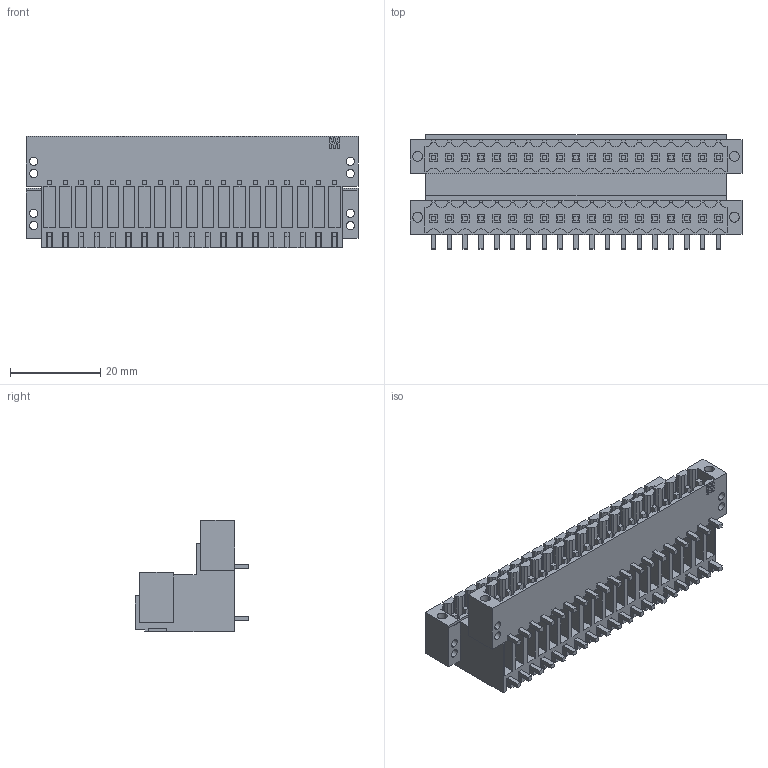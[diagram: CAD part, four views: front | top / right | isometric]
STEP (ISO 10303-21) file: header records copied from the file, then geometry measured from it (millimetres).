
FILE_DESCRIPTION(('CATIA V5 STEP','CAx-IF Rec.Pracs.--- Model Styling and Organization---1.2---2011-12-15'),'2;1');
FILE_NAME ('D1458735_0_1890860000_1890860000.stp','2016-10-04T06:47:59+00:00',('none'),('Weidmueller'),'CATIA Version 5-6 Release 2014','CATIA V5 STEP AP214','none');
FILE_SCHEMA(('AUTOMOTIVE_DESIGN { 1 0 10303 214 1 1 1 1 }'));
Products named in the file (1): 1890860000_S
Bounding box: 73.4 x 25.2 x 24.55 mm (x, y, z)
Volume: 16346.7 mm3; surface area: 19878.6 mm2
Topology: 39 solids, 39 shells, 1967 faces, 5761 edges, 3926 vertices
Faces by surface type: plane 1664, cylinder 283, extrusion 20
Entity records: 62366 total; most frequent: CARTESIAN_POINT 13120, ORIENTED_EDGE 11482, DIRECTION 7958, EDGE_CURVE 5741, VECTOR 5150, LINE 5130, VERTEX_POINT 3916, EDGE_LOOP 2147
